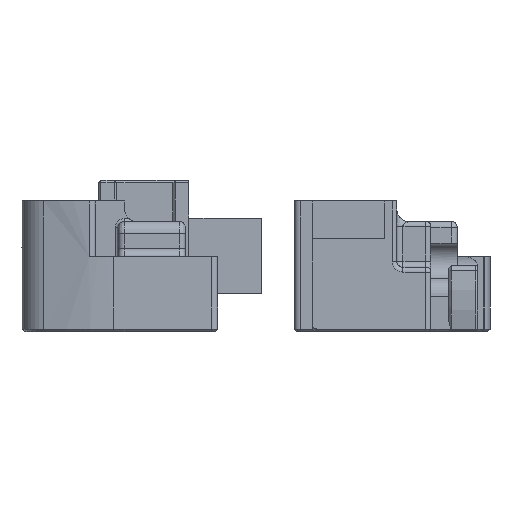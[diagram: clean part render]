
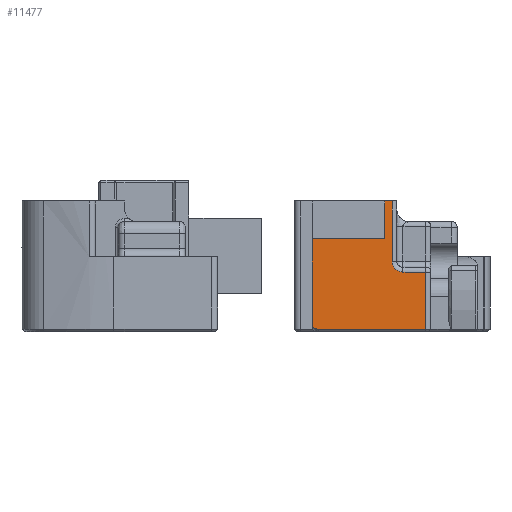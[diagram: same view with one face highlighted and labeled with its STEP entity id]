
A CAD part, front view. The second image highlights one B-rep face of the part: STEP entity #11477.
In plain terms, the highlighted planar face has unit normal (0, -1, 0).
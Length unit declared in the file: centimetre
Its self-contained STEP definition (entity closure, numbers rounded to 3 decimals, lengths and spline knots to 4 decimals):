
#38=(
BOUNDED_CURVE()
B_SPLINE_CURVE(2,(#17375,#17376,#17377,#17378),.UNSPECIFIED.,.F.,.F.)
B_SPLINE_CURVE_WITH_KNOTS((3,1,3),(3.068,3.6616,4.3974),
 .UNSPECIFIED.)
CURVE()
GEOMETRIC_REPRESENTATION_ITEM()
RATIONAL_B_SPLINE_CURVE((11.6,11.6,10.711,
9.61))
REPRESENTATION_ITEM($)
);
#440=FACE_OUTER_BOUND($,#3505,.T.);
#1262=LINE($,#17340,#2360);
#1265=LINE($,#17352,#2363);
#1270=LINE($,#17369,#2368);
#1271=LINE($,#17371,#2369);
#1272=LINE($,#17373,#2370);
#1273=LINE($,#17379,#2371);
#1274=LINE($,#17383,#2372);
#1275=LINE($,#17384,#2373);
#2360=VECTOR($,#13641,0.945);
#2363=VECTOR($,#13652,0.38);
#2368=VECTOR($,#13669,0.625);
#2369=VECTOR($,#13670,1.2);
#2370=VECTOR($,#13671,1.4536);
#2371=VECTOR($,#13672,1.78);
#2372=VECTOR($,#13675,0.995);
#2373=VECTOR($,#13676,0.12);
#3505=EDGE_LOOP($,(#7755,#7756,#7757,#7758,#7759,#7760,#7761,#7762,#7763,
#7764));
#4311=CIRCLE($,#12257,0.18);
#4880=VERTEX_POINT($,#17338);
#4881=VERTEX_POINT($,#17339);
#4886=VERTEX_POINT($,#17350);
#4891=VERTEX_POINT($,#17367);
#4892=VERTEX_POINT($,#17368);
#4893=VERTEX_POINT($,#17370);
#4894=VERTEX_POINT($,#17372);
#4895=VERTEX_POINT($,#17374);
#4896=VERTEX_POINT($,#17380);
#4897=VERTEX_POINT($,#17382);
#5972=EDGE_CURVE($,#4880,#4881,#1262,.T.);
#5978=EDGE_CURVE($,#4886,#4880,#1265,.T.);
#5986=EDGE_CURVE($,#4891,#4892,#1270,.T.);
#5987=EDGE_CURVE($,#4892,#4893,#1271,.T.);
#5988=EDGE_CURVE($,#4894,#4893,#1272,.T.);
#5989=EDGE_CURVE($,#4895,#4894,#38,.T.);
#5990=EDGE_CURVE($,#4881,#4895,#1273,.T.);
#5991=EDGE_CURVE($,#4896,#4886,#4311,.T.);
#5992=EDGE_CURVE($,#4897,#4896,#1274,.T.);
#5993=EDGE_CURVE($,#4897,#4891,#1275,.T.);
#7755=ORIENTED_EDGE($,*,*,#5986,.T.);
#7756=ORIENTED_EDGE($,*,*,#5987,.T.);
#7757=ORIENTED_EDGE($,*,*,#5988,.F.);
#7758=ORIENTED_EDGE($,*,*,#5989,.F.);
#7759=ORIENTED_EDGE($,*,*,#5990,.F.);
#7760=ORIENTED_EDGE($,*,*,#5972,.F.);
#7761=ORIENTED_EDGE($,*,*,#5978,.F.);
#7762=ORIENTED_EDGE($,*,*,#5991,.F.);
#7763=ORIENTED_EDGE($,*,*,#5992,.F.);
#7764=ORIENTED_EDGE($,*,*,#5993,.T.);
#11081=PLANE($,#12256);
#11477=ADVANCED_FACE($,(#440),#11081,.F.);
#12256=AXIS2_PLACEMENT_3D($,#17366,#13667,#13668);
#12257=AXIS2_PLACEMENT_3D($,#17381,#13673,#13674);
#13641=DIRECTION($,(0.,0.,-1.));
#13652=DIRECTION($,(1.,0.,0.));
#13667=DIRECTION('center_axis',(0.,1.,0.));
#13668=DIRECTION('ref_axis',(-1.,0.,0.));
#13669=DIRECTION($,(0.,0.,-1.));
#13670=DIRECTION($,(-1.,0.,0.));
#13671=DIRECTION($,(0.,0.,1.));
#13672=DIRECTION($,(-1.,0.,0.));
#13673=DIRECTION('center_axis',(0.,-1.,0.));
#13674=DIRECTION('ref_axis',(-0.707,0.,-0.707));
#13675=DIRECTION($,(0.,0.,-1.));
#13676=DIRECTION($,(-1.,0.,0.));
#17338=CARTESIAN_POINT('',(-5.4029,4.1366,0.985));
#17339=CARTESIAN_POINT('',(-5.4029,4.1366,0.04));
#17340=CARTESIAN_POINT($,(-5.4029,4.1366,1.65));
#17350=CARTESIAN_POINT('',(-5.7829,4.1366,0.985));
#17352=CARTESIAN_POINT($,(-5.6179,4.1366,0.985));
#17366=CARTESIAN_POINT('Origin',(-5.3729,4.1366,0.16));
#17367=CARTESIAN_POINT('',(-6.0829,4.1366,2.16));
#17368=CARTESIAN_POINT('',(-6.0829,4.1366,1.535));
#17369=CARTESIAN_POINT($,(-6.0829,4.1366,1.4725));
#17370=CARTESIAN_POINT('',(-7.2829,4.1366,1.535));
#17371=CARTESIAN_POINT($,(-5.7279,4.1366,1.535));
#17372=CARTESIAN_POINT('',(-7.2829,4.1366,0.0814));
#17373=CARTESIAN_POINT($,(-7.2829,4.1366,1.16));
#17374=CARTESIAN_POINT('',(-7.1829,4.1366,0.04));
#17375=CARTESIAN_POINT('Ctrl Pts',(-7.1829,4.1366,0.04));
#17376=CARTESIAN_POINT('Ctrl Pts',(-7.2014,4.1366,0.04));
#17377=CARTESIAN_POINT('Ctrl Pts',(-7.2478,4.1366,0.0566));
#17378=CARTESIAN_POINT('Ctrl Pts',(-7.2829,4.1366,0.0814));
#17379=CARTESIAN_POINT($,(-5.1029,4.1366,0.04));
#17380=CARTESIAN_POINT('',(-5.9629,4.1366,1.165));
#17381=CARTESIAN_POINT('Origin',(-5.7829,4.1366,1.165));
#17382=CARTESIAN_POINT('',(-5.9629,4.1366,2.16));
#17383=CARTESIAN_POINT($,(-5.9629,4.1366,2.29));
#17384=CARTESIAN_POINT($,(-5.6679,4.1366,2.16));
